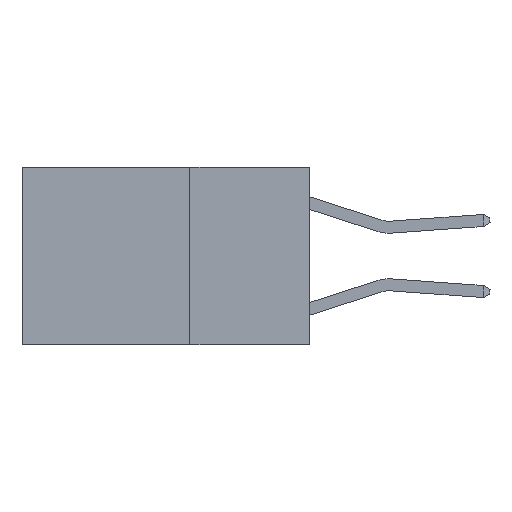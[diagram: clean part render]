
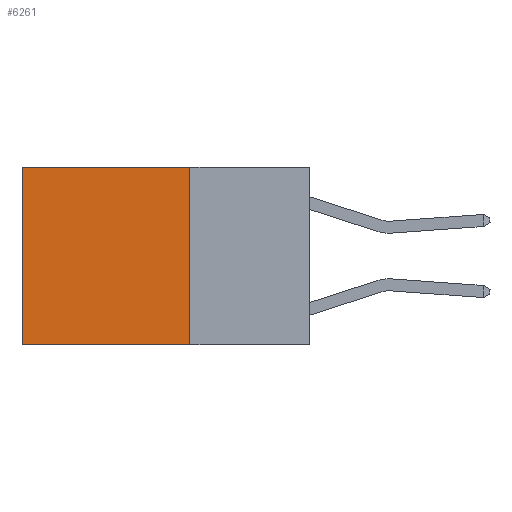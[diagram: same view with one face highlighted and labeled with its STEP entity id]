
A CAD part, left-side view. The second image highlights one B-rep face of the part: STEP entity #6261.
In plain terms, the highlighted planar face has unit normal (-1, 0, 0).
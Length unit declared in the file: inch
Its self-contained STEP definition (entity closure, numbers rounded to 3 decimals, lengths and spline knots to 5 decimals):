
#12 = VECTOR ( 'NONE', #9792, 39.37008 ) ;
#227 = EDGE_LOOP ( 'NONE', ( #6540, #2765, #10806, #3573 ) ) ;
#230 = DIRECTION ( 'NONE',  ( 1., 0., 0. ) ) ;
#486 = VERTEX_POINT ( 'NONE', #8491 ) ;
#599 = EDGE_CURVE ( 'NONE', #5423, #486, #11168, .T. ) ;
#1206 = DIRECTION ( 'NONE',  ( 0., 0., -1. ) ) ;
#1581 = EDGE_CURVE ( 'NONE', #4805, #10159, #2366, .T. ) ;
#2366 = LINE ( 'NONE', #5907, #7402 ) ;
#2765 = ORIENTED_EDGE ( 'NONE', *, *, #6241, .F. ) ;
#3573 = ORIENTED_EDGE ( 'NONE', *, *, #6070, .T. ) ;
#4338 = DIRECTION ( 'NONE',  ( 0., 0., -1. ) ) ;
#4805 = VERTEX_POINT ( 'NONE', #9503 ) ;
#4832 = VECTOR ( 'NONE', #4338, 39.37008 ) ;
#4994 = CARTESIAN_POINT ( 'NONE',  ( 0.2625, 0.25, 0. ) ) ;
#5423 = VERTEX_POINT ( 'NONE', #6743 ) ;
#5441 = CARTESIAN_POINT ( 'NONE',  ( 0.2625, 0.25, 0. ) ) ;
#5677 = PLANE ( 'NONE',  #7768 ) ;
#5907 = CARTESIAN_POINT ( 'NONE',  ( 0.2625, 0.6, 0. ) ) ;
#5980 = CARTESIAN_POINT ( 'NONE',  ( 0.2625, 0.25, 0. ) ) ;
#6070 = EDGE_CURVE ( 'NONE', #5423, #4805, #9367, .T. ) ;
#6241 = EDGE_CURVE ( 'NONE', #486, #10159, #9065, .T. ) ;
#6261 = ADVANCED_FACE ( 'NONE', ( #10706 ), #5677, .F. ) ;
#6520 = CARTESIAN_POINT ( 'NONE',  ( 0.2625, 0.6, -0.37 ) ) ;
#6540 = ORIENTED_EDGE ( 'NONE', *, *, #1581, .T. ) ;
#6743 = CARTESIAN_POINT ( 'NONE',  ( 0.2625, 0.25, 0. ) ) ;
#7181 = DIRECTION ( 'NONE',  ( 0., 0., -1. ) ) ;
#7402 = VECTOR ( 'NONE', #1206, 39.37008 ) ;
#7405 = VECTOR ( 'NONE', #8553, 39.37008 ) ;
#7768 = AXIS2_PLACEMENT_3D ( 'NONE', #5441, #230, #7181 ) ;
#8027 = CARTESIAN_POINT ( 'NONE',  ( 0.2625, 0.25, -0.37 ) ) ;
#8491 = CARTESIAN_POINT ( 'NONE',  ( 0.2625, 0.25, -0.37 ) ) ;
#8553 = DIRECTION ( 'NONE',  ( 0., 1., 0. ) ) ;
#9065 = LINE ( 'NONE', #8027, #12 ) ;
#9367 = LINE ( 'NONE', #4994, #7405 ) ;
#9503 = CARTESIAN_POINT ( 'NONE',  ( 0.2625, 0.6, 0. ) ) ;
#9792 = DIRECTION ( 'NONE',  ( 0., 1., 0. ) ) ;
#10159 = VERTEX_POINT ( 'NONE', #6520 ) ;
#10706 = FACE_OUTER_BOUND ( 'NONE', #227, .T. ) ;
#10806 = ORIENTED_EDGE ( 'NONE', *, *, #599, .F. ) ;
#11168 = LINE ( 'NONE', #5980, #4832 ) ;
